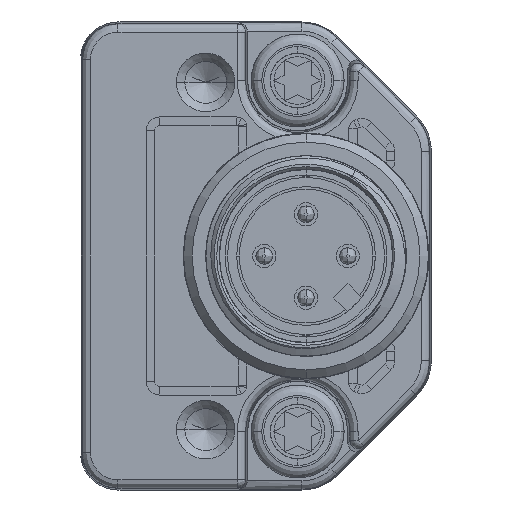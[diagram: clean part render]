
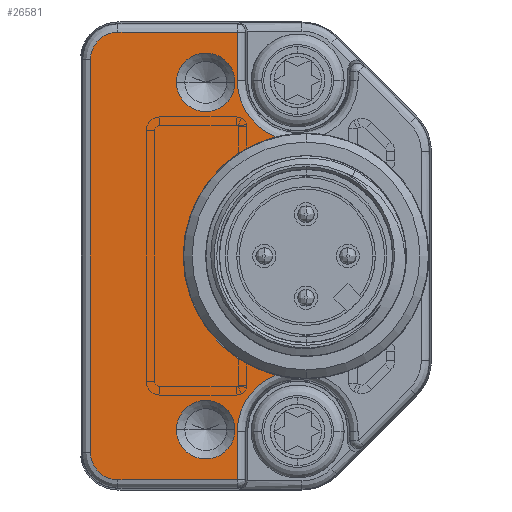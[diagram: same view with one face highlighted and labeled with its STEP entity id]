
A CAD part, left-side view. The second image highlights one B-rep face of the part: STEP entity #26581.
In plain terms, the highlighted planar face has unit normal (-1, 0, 0).
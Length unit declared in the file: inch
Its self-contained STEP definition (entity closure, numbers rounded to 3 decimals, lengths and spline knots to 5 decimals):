
#1977=CARTESIAN_POINT('',(-0.49213,0.31496,
-0.41339));
#1978=DIRECTION('',(1.,0.,0.));
#1979=DIRECTION('',(0.,1.,0.));
#1980=AXIS2_PLACEMENT_3D('',#1977,#1978,#1979);
#1982=DIRECTION('',(0.,0.,1.));
#1983=VECTOR('',#1982,0.11399);
#1984=CARTESIAN_POINT('',(-0.49213,0.45723,
-0.52737));
#1985=LINE('',#1984,#1983);
#1986=DIRECTION('',(0.,-1.,0.));
#1987=VECTOR('',#1986,0.28096);
#1988=CARTESIAN_POINT('',(-0.49213,0.73819,
-0.52737));
#1989=LINE('',#1988,#1987);
#1990=CARTESIAN_POINT('',(-0.49213,0.73819,
-0.4626));
#1991=DIRECTION('',(-1.,0.,0.));
#1992=DIRECTION('',(0.,1.,0.));
#1993=AXIS2_PLACEMENT_3D('',#1990,#1991,#1992);
#1995=DIRECTION('',(0.,0.,-1.));
#1996=VECTOR('',#1995,0.9252);
#1997=CARTESIAN_POINT('',(-0.49213,0.80296,
0.4626));
#1998=LINE('',#1997,#1996);
#1999=CARTESIAN_POINT('',(-0.49213,0.73819,
0.4626));
#2000=DIRECTION('',(-1.,0.,0.));
#2001=DIRECTION('',(0.,0.,1.));
#2002=AXIS2_PLACEMENT_3D('',#1999,#2000,#2001);
#2004=DIRECTION('',(0.,1.,0.));
#2005=VECTOR('',#2004,0.28096);
#2006=CARTESIAN_POINT('',(-0.49213,0.45723,
0.52737));
#2007=LINE('',#2006,#2005);
#2008=DIRECTION('',(0.,0.,1.));
#2009=VECTOR('',#2008,0.11399);
#2010=CARTESIAN_POINT('',(-0.49213,0.45723,
0.41339));
#2011=LINE('',#2010,#2009);
#2012=CARTESIAN_POINT('',(-0.49213,0.31496,
0.41339));
#2013=DIRECTION('',(1.,0.,0.));
#2014=DIRECTION('',(0.,0.359,-0.933));
#2015=AXIS2_PLACEMENT_3D('',#2012,#2013,#2014);
#2017=CARTESIAN_POINT('',(-0.49213,0.29528,0.));
#2018=DIRECTION('',(-1.,0.,0.));
#2019=DIRECTION('',(0.,0.244,0.97));
#2020=AXIS2_PLACEMENT_3D('',#2017,#2018,#2019);
#2022=CARTESIAN_POINT('',(-0.49213,0.5315,
-0.40915));
#2023=DIRECTION('',(1.,0.,0.));
#2024=DIRECTION('',(0.,1.,0.));
#2025=AXIS2_PLACEMENT_3D('',#2022,#2023,#2024);
#2027=CARTESIAN_POINT('',(-0.49213,0.5315,
-0.40915));
#2028=DIRECTION('',(1.,0.,0.));
#2029=DIRECTION('',(0.,-1.,0.));
#2030=AXIS2_PLACEMENT_3D('',#2027,#2028,#2029);
#2032=CARTESIAN_POINT('',(-0.49213,0.5315,
0.40915));
#2033=DIRECTION('',(1.,0.,0.));
#2034=DIRECTION('',(0.,1.,0.));
#2035=AXIS2_PLACEMENT_3D('',#2032,#2033,#2034);
#2037=CARTESIAN_POINT('',(-0.49213,0.5315,
0.40915));
#2038=DIRECTION('',(1.,0.,0.));
#2039=DIRECTION('',(0.,-1.,0.));
#2040=AXIS2_PLACEMENT_3D('',#2037,#2038,#2039);
#21088=CARTESIAN_POINT('',(-0.49213,0.80296,
-0.4626));
#21089=CARTESIAN_POINT('',(-0.49213,0.73819,
-0.52737));
#21090=VERTEX_POINT('',#21088);
#21091=VERTEX_POINT('',#21089);
#21096=CARTESIAN_POINT('',(-0.49213,0.80296,
0.4626));
#21097=VERTEX_POINT('',#21096);
#21100=CARTESIAN_POINT('',(-0.49213,0.73819,
0.52737));
#21101=VERTEX_POINT('',#21100);
#21124=CARTESIAN_POINT('',(-0.49213,0.60039,
-0.40915));
#21125=CARTESIAN_POINT('',(-0.49213,0.4626,
-0.40915));
#21126=VERTEX_POINT('',#21124);
#21127=VERTEX_POINT('',#21125);
#21132=CARTESIAN_POINT('',(-0.49213,0.60039,
0.40915));
#21133=CARTESIAN_POINT('',(-0.49213,0.4626,
0.40915));
#21134=VERTEX_POINT('',#21132);
#21135=VERTEX_POINT('',#21133);
#21168=CARTESIAN_POINT('',(-0.49213,0.45723,
-0.41339));
#21169=CARTESIAN_POINT('',(-0.49213,0.366,
-0.28059));
#21170=VERTEX_POINT('',#21168);
#21171=VERTEX_POINT('',#21169);
#21172=CARTESIAN_POINT('',(-0.49213,0.45723,
-0.52737));
#21173=VERTEX_POINT('',#21172);
#21196=CARTESIAN_POINT('',(-0.49213,0.366,
0.28059));
#21197=CARTESIAN_POINT('',(-0.49213,0.45723,
0.41339));
#21198=VERTEX_POINT('',#21196);
#21199=VERTEX_POINT('',#21197);
#21200=CARTESIAN_POINT('',(-0.49213,0.45723,
0.52737));
#21201=VERTEX_POINT('',#21200);
#26544=CARTESIAN_POINT('',(-0.49213,0.,0.));
#26545=DIRECTION('',(-1.,0.,0.));
#26546=DIRECTION('',(0.,0.,1.));
#26547=AXIS2_PLACEMENT_3D('',#26544,#26545,#26546);
#26548=PLANE('',#26547);
#26550=ORIENTED_EDGE('',*,*,#26549,.F.);
#26551=ORIENTED_EDGE('',*,*,#26534,.F.);
#26552=ORIENTED_EDGE('',*,*,#26511,.F.);
#26554=ORIENTED_EDGE('',*,*,#26553,.F.);
#26556=ORIENTED_EDGE('',*,*,#26555,.F.);
#26558=ORIENTED_EDGE('',*,*,#26557,.F.);
#26560=ORIENTED_EDGE('',*,*,#26559,.F.);
#26562=ORIENTED_EDGE('',*,*,#26561,.F.);
#26564=ORIENTED_EDGE('',*,*,#26563,.F.);
#26566=ORIENTED_EDGE('',*,*,#26565,.T.);
#26567=EDGE_LOOP('',(#26550,#26551,#26552,#26554,#26556,#26558,#26560,#26562,
#26564,#26566));
#26568=FACE_OUTER_BOUND('',#26567,.F.);
#26570=ORIENTED_EDGE('',*,*,#26569,.F.);
#26572=ORIENTED_EDGE('',*,*,#26571,.F.);
#26573=EDGE_LOOP('',(#26570,#26572));
#26574=FACE_BOUND('',#26573,.F.);
#26576=ORIENTED_EDGE('',*,*,#26575,.F.);
#26578=ORIENTED_EDGE('',*,*,#26577,.F.);
#26579=EDGE_LOOP('',(#26576,#26578));
#26580=FACE_BOUND('',#26579,.F.);
#26581=ADVANCED_FACE('',(#26568,#26574,#26580),#26548,.T.);
#1981=CIRCLE('',#1980,0.14227);
#1994=CIRCLE('',#1993,0.06477);
#2003=CIRCLE('',#2002,0.06477);
#2016=CIRCLE('',#2015,0.14227);
#2021=CIRCLE('',#2020,0.28937);
#2026=CIRCLE('',#2025,0.0689);
#2031=CIRCLE('',#2030,0.0689);
#2036=CIRCLE('',#2035,0.0689);
#2041=CIRCLE('',#2040,0.0689);
#26511=EDGE_CURVE('',#21091,#21173,#1989,.T.);
#26534=EDGE_CURVE('',#21173,#21170,#1985,.T.);
#26549=EDGE_CURVE('',#21170,#21171,#1981,.T.);
#26553=EDGE_CURVE('',#21090,#21091,#1994,.T.);
#26555=EDGE_CURVE('',#21097,#21090,#1998,.T.);
#26557=EDGE_CURVE('',#21101,#21097,#2003,.T.);
#26559=EDGE_CURVE('',#21201,#21101,#2007,.T.);
#26561=EDGE_CURVE('',#21199,#21201,#2011,.T.);
#26563=EDGE_CURVE('',#21198,#21199,#2016,.T.);
#26565=EDGE_CURVE('',#21198,#21171,#2021,.T.);
#26569=EDGE_CURVE('',#21126,#21127,#2026,.T.);
#26571=EDGE_CURVE('',#21127,#21126,#2031,.T.);
#26575=EDGE_CURVE('',#21134,#21135,#2036,.T.);
#26577=EDGE_CURVE('',#21135,#21134,#2041,.T.);
